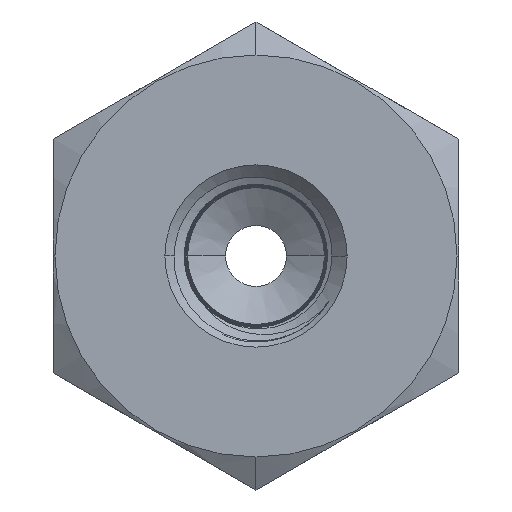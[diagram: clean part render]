
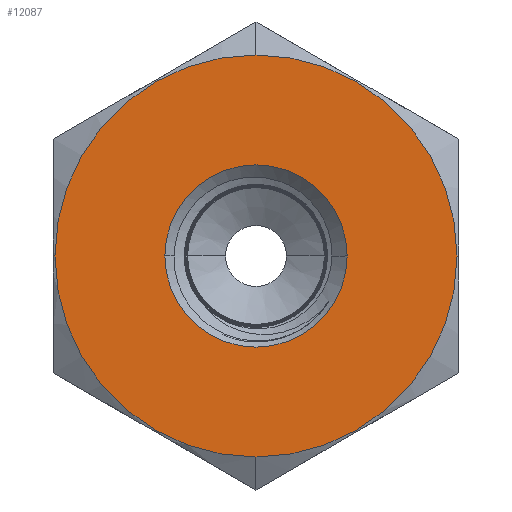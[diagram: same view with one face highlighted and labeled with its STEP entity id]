
A CAD part, front view. The second image highlights one B-rep face of the part: STEP entity #12087.
In plain terms, the highlighted planar face has unit normal (0, -1, 0).
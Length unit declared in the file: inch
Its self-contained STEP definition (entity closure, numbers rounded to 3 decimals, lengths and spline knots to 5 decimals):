
#688 = DIRECTION ( 'NONE',  ( 0., 0., 1. ) ) ;
#760 = DIRECTION ( 'NONE',  ( 0., -1., 0. ) ) ;
#801 = CIRCLE ( 'NONE', #8494, 0.281 ) ;
#1478 = AXIS2_PLACEMENT_3D ( 'NONE', #16460, #760, #10675 ) ;
#2753 = DIRECTION ( 'NONE',  ( 0., -1., 0. ) ) ;
#2754 = ORIENTED_EDGE ( 'NONE', *, *, #5869, .F. ) ;
#3432 = DIRECTION ( 'NONE',  ( 0., -1., 0. ) ) ;
#3739 = AXIS2_PLACEMENT_3D ( 'NONE', #14716, #3432, #6191 ) ;
#3809 = EDGE_CURVE ( 'NONE', #14011, #16852, #15411, .T. ) ;
#3955 = CARTESIAN_POINT ( 'NONE',  ( 0., 0., -0.62 ) ) ;
#4570 = FACE_OUTER_BOUND ( 'NONE', #17094, .T. ) ;
#4908 = DIRECTION ( 'NONE',  ( 1., 0., 0. ) ) ;
#4976 = VERTEX_POINT ( 'NONE', #7894 ) ;
#5439 = EDGE_CURVE ( 'NONE', #4976, #9503, #801, .T. ) ;
#5869 = EDGE_CURVE ( 'NONE', #9503, #4976, #11650, .T. ) ;
#6075 = CARTESIAN_POINT ( 'NONE',  ( 0., 0., 0. ) ) ;
#6191 = DIRECTION ( 'NONE',  ( 0., 0., -1. ) ) ;
#6329 = CARTESIAN_POINT ( 'NONE',  ( 0., 0., 0. ) ) ;
#6550 = FACE_BOUND ( 'NONE', #12048, .T. ) ;
#6621 = EDGE_CURVE ( 'NONE', #16852, #14011, #17160, .T. ) ;
#6828 = CARTESIAN_POINT ( 'NONE',  ( 0., 0., 0. ) ) ;
#7894 = CARTESIAN_POINT ( 'NONE',  ( 0.281, 0., 0. ) ) ;
#8494 = AXIS2_PLACEMENT_3D ( 'NONE', #6075, #17429, #4908 ) ;
#9503 = VERTEX_POINT ( 'NONE', #11057 ) ;
#10675 = DIRECTION ( 'NONE',  ( 1., 0., 0. ) ) ;
#11057 = CARTESIAN_POINT ( 'NONE',  ( -0.281, 0., 0. ) ) ;
#11650 = CIRCLE ( 'NONE', #1478, 0.281 ) ;
#11893 = PLANE ( 'NONE',  #12487 ) ;
#11935 = CARTESIAN_POINT ( 'NONE',  ( 0., 0., 0.62 ) ) ;
#12048 = EDGE_LOOP ( 'NONE', ( #14614, #2754 ) ) ;
#12087 = ADVANCED_FACE ( 'NONE', ( #4570, #6550 ), #11893, .F. ) ;
#12374 = DIRECTION ( 'NONE',  ( 0., 0., -1. ) ) ;
#12487 = AXIS2_PLACEMENT_3D ( 'NONE', #6329, #17628, #688 ) ;
#14011 = VERTEX_POINT ( 'NONE', #3955 ) ;
#14614 = ORIENTED_EDGE ( 'NONE', *, *, #5439, .F. ) ;
#14716 = CARTESIAN_POINT ( 'NONE',  ( 0., 0., 0. ) ) ;
#15411 = CIRCLE ( 'NONE', #17589, 0.62 ) ;
#15748 = ORIENTED_EDGE ( 'NONE', *, *, #3809, .T. ) ;
#16460 = CARTESIAN_POINT ( 'NONE',  ( 0., 0., 0. ) ) ;
#16852 = VERTEX_POINT ( 'NONE', #11935 ) ;
#17094 = EDGE_LOOP ( 'NONE', ( #17621, #15748 ) ) ;
#17160 = CIRCLE ( 'NONE', #3739, 0.62 ) ;
#17429 = DIRECTION ( 'NONE',  ( 0., -1., 0. ) ) ;
#17589 = AXIS2_PLACEMENT_3D ( 'NONE', #6828, #2753, #12374 ) ;
#17621 = ORIENTED_EDGE ( 'NONE', *, *, #6621, .T. ) ;
#17628 = DIRECTION ( 'NONE',  ( 0., 1., 0. ) ) ;
